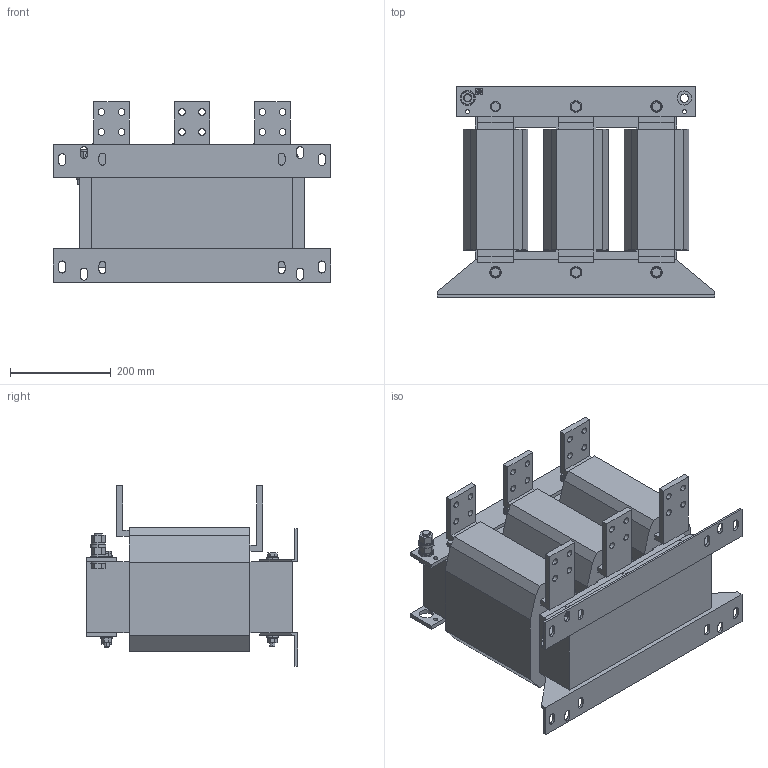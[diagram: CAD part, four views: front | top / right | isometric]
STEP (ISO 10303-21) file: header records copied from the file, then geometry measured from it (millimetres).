
FILE_DESCRIPTION (( 'STEP AP214' ), '1' );
FILE_NAME ('1178804.STEP', '2026-04-09T10:58:08', ( '' ), ( '' ), 'SwSTEP 2.0', 'SolidWorks 2022', '' );
FILE_SCHEMA (( 'AUTOMOTIVE_DESIGN' ));
Length unit declared in the file: millimetre
Products named in the file (1): 1178804
Bounding box: 552 x 419.55 x 358.3 mm (x, y, z)
Volume: 32512878.4 mm3; surface area: 1307886.4 mm2
Topology: 1 solids, 1 shells, 532 faces, 1358 edges, 890 vertices
Faces by surface type: plane 348, cylinder 170, cone 14
Entity records: 16270 total; most frequent: DIRECTION 2806, CARTESIAN_POINT 2781, ORIENTED_EDGE 2716, EDGE_CURVE 1358, VECTOR 976, LINE 976, AXIS2_PLACEMENT_3D 915, VERTEX_POINT 890
